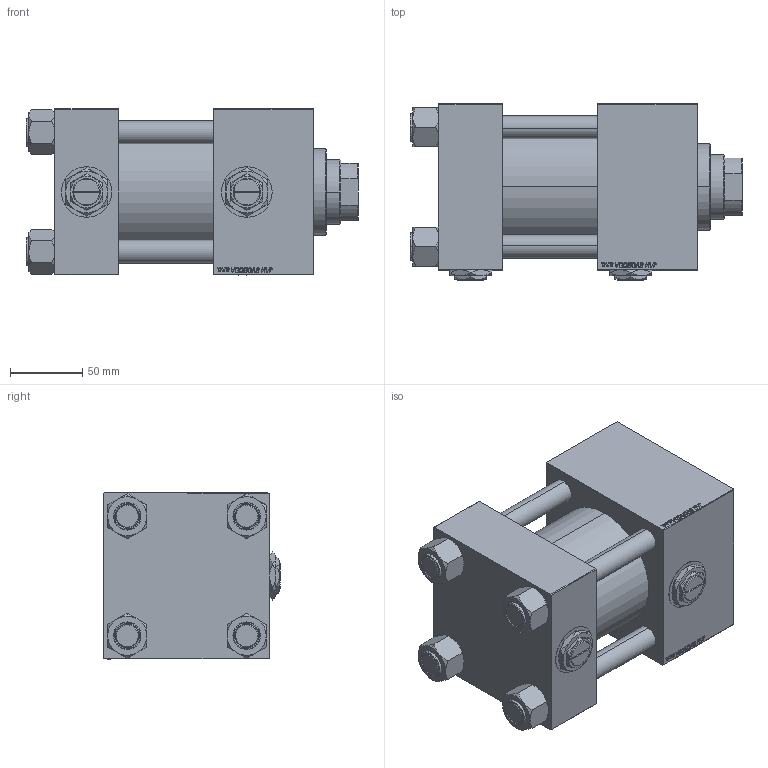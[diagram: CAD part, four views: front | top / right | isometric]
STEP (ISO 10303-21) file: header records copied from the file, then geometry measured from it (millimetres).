
FILE_DESCRIPTION (( 'STEP AP203' ), '1' );
FILE_NAME ('2b32.STEP', '2022-04-16T14:19:01', ( '' ), ( '' ), 'SwSTEP 2.0', 'SolidWorks 2019', '' );
FILE_SCHEMA (( 'CONFIG_CONTROL_DESIGN' ));
Length unit declared in the file: millimetre
Products named in the file (7): NUT_M5_C b0d6f33342e5c7954bf75b7303e5ddbe; V215CR_C_TYCINKA b0d6f33342e5c7954bf75b7303e5ddbe; V215_VC_A b0d6f33342e5c7954bf75b7303e5ddbe; V215CR_VCP_C b0d6f33342e5c7954bf75b7303e5ddbe; Zatka_pro_OIL_PORT b0d6f33342e5c7954bf75b7303e5ddbe; 2b32; V215CR_C_Body b0d6f33342e5c7954bf75b7303e5ddbe
Assembly tree (13 placements, depth 2):
  2b32
    V215CR_C_Body b0d6f33342e5c7954bf75b7303e5ddbe
    V215CR_VCP_C b0d6f33342e5c7954bf75b7303e5ddbe
    NUT_M5_C b0d6f33342e5c7954bf75b7303e5ddbe  x4
    V215CR_C_TYCINKA b0d6f33342e5c7954bf75b7303e5ddbe  x4
    V215_VC_A b0d6f33342e5c7954bf75b7303e5ddbe
    Zatka_pro_OIL_PORT b0d6f33342e5c7954bf75b7303e5ddbe  x2
Bounding box: 230 x 122 x 115 mm (x, y, z)
Volume: 1804339.5 mm3; surface area: 281024 mm2
Topology: 13 solids, 13 shells, 1303 faces, 3262 edges, 2111 vertices
Faces by surface type: plane 623, bspline 392, cone 178, cylinder 102, torus 8
Entity records: 52861 total; most frequent: CARTESIAN_POINT 27897, ORIENTED_EDGE 5596, DIRECTION 3662, EDGE_CURVE 2798, VERTEX_POINT 1831, VECTOR 1658, LINE 1658, EDGE_LOOP 1245
